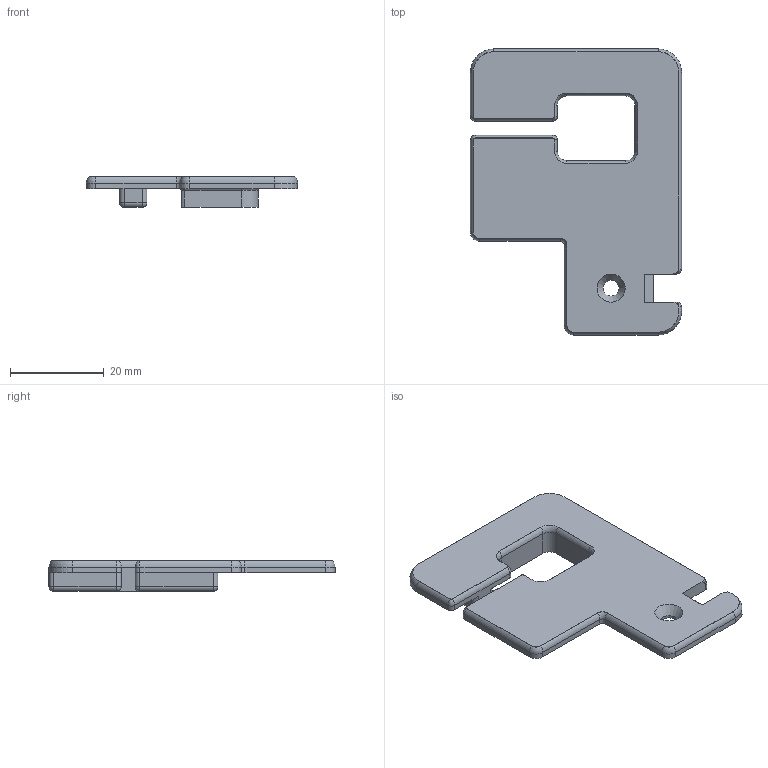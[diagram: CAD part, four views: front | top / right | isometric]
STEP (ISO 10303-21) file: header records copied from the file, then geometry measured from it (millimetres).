
FILE_DESCRIPTION(/* description */ (''),/* implementation_level */ '2;1');
FILE_NAME(/* name */ 'V2.4 Z Belt Dust Covers.step',/* time_stamp */ '2022-10-27T19:46:22Z',/* author */ (''),/* organization */ (''),/* preprocessor_version */ 'ST-DEVELOPER v19.2',/* originating_system */ 'Autodesk Translation Framework v11.17.0.187',/* authorisation */ '');
FILE_SCHEMA (('AUTOMOTIVE_DESIGN { 1 0 10303 214 3 1 1 }'));
Length unit declared in the file: millimetre
Products named in the file (2): V2.4 Z Belt Dust Covers (v1~recovered); z_belt_covers_a
Assembly tree (1 placements, depth 2):
  V2.4 Z Belt Dust Covers (v1~recovered)
    z_belt_covers_a
Bounding box: 45.04 x 61 x 6.6 mm (x, y, z)
Volume: 6128.7 mm3; surface area: 5342.6 mm2
Topology: 1 solids, 1 shells, 148 faces, 348 edges, 202 vertices
Faces by surface type: cylinder 57, plane 48, cone 15, torus 12, sphere 10, bspline 6
Full cylindrical faces by diameter (mm): 3.4 x1
Entity records: 4282 total; most frequent: DIRECTION 784, CARTESIAN_POINT 769, ORIENTED_EDGE 696, EDGE_CURVE 348, AXIS2_PLACEMENT_3D 295, VERTEX_POINT 202, LINE 194, VECTOR 194
